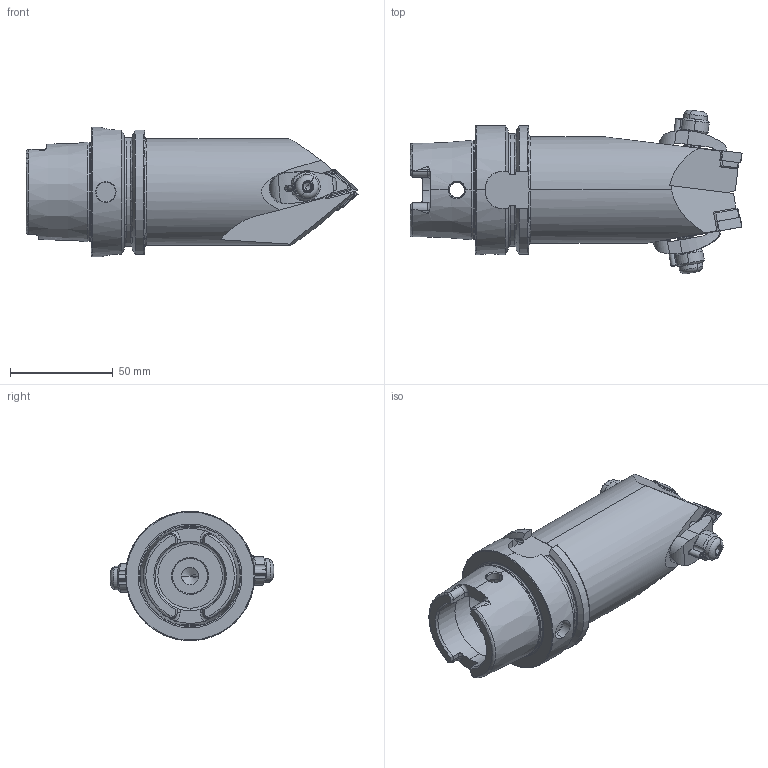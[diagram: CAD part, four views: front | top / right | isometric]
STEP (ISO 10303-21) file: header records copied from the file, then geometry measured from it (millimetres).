
FILE_DESCRIPTION (( 'STEP AP214' ), '1' );
FILE_NAME ('HA6.KCD.NMD.130.STEP', '2023-09-20T09:29:44', ( '' ), ( '' ), 'SwSTEP 2.0', 'SolidWorks 2017', '' );
FILE_SCHEMA (( 'AUTOMOTIVE_DESIGN' ));
Length unit declared in the file: millimetre
Products named in the file (12): CNMG120404; WCC-ER4.103.032_A; HA6-KCD.NMD.130_A; HA6.KCD.NMD.130; WCD-ER2.101.003_A; WDF-ER2.101.004_A; WCC-ER2.001.010_A; WCC-ER5.102.012_B; WCC-ER3.102.024_C; WCC-ER5.102.005_A; ISO 13337 - 3 x 12_PreviewCfg; DNMG150404
Assembly tree (17 placements, depth 2):
  HA6.KCD.NMD.130
    HA6-KCD.NMD.130_A
    CNMG120404
    DNMG150404
    WCD-ER2.101.003_A
    WDF-ER2.101.004_A
    WCC-ER2.001.010_A  x2
    WCC-ER3.102.024_C  x2
    WCC-ER4.103.032_A  x2
    WCC-ER5.102.005_A  x2
    WCC-ER5.102.012_B  x2
    ISO 13337 - 3 x 12_PreviewCfg  x2
Bounding box: 161.9 x 79.78 x 63 mm (x, y, z)
Volume: 255999.9 mm3; surface area: 49928.1 mm2
Topology: 17 solids, 17 shells, 675 faces, 1679 edges, 1026 vertices
Faces by surface type: cylinder 227, plane 193, cone 138, torus 89, bspline 28
Entity records: 19179 total; most frequent: CARTESIAN_POINT 5481, ORIENTED_EDGE 2542, DIRECTION 2475, EDGE_CURVE 1271, AXIS2_PLACEMENT_3D 972, VERTEX_POINT 788, EDGE_LOOP 547, VECTOR 531
